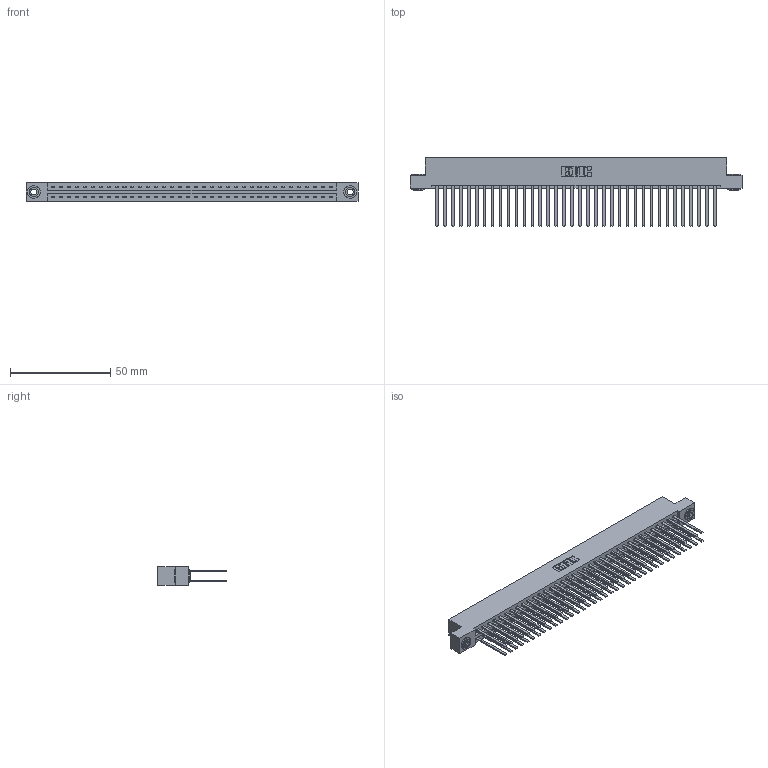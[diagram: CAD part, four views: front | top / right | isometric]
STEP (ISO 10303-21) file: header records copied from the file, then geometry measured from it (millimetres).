
FILE_DESCRIPTION (( 'STEP AP203' ), '1' );
FILE_NAME ('387-072-544-203.STEP', '2018-09-22T18:30:00', ( '' ), ( '' ), 'SwSTEP 2.0', 'SolidWorks 2016', '' );
FILE_SCHEMA (( 'CONFIG_CONTROL_DESIGN' ));
Length unit declared in the file: inch
Products named in the file (4): 345-250-002_345-250-002-102; 387-072-544-203; 337 Part_Flush Mounting Lugs - 0.156 Dia-TH; 345-292-001_345-293-144
Assembly tree (75 placements, depth 2):
  387-072-544-203
    337 Part_Flush Mounting Lugs - 0.156 Dia-TH
    345-292-001_345-293-144  x72
    345-250-002_345-250-002-102  x2
Bounding box: 165.66 x 34.3 x 9.4 mm (x, y, z)
Volume: 18407.3 mm3; surface area: 24272.7 mm2
Topology: 75 solids, 75 shells, 3608 faces, 10683 edges, 7022 vertices
Faces by surface type: plane 2528, cylinder 1072, cone 8
Entity records: 29154 total; most frequent: CARTESIAN_POINT 4889, ORIENTED_EDGE 4818, DIRECTION 4199, EDGE_CURVE 2409, VECTOR 2261, LINE 2261, VERTEX_POINT 1602, AXIS2_PLACEMENT_3D 969
